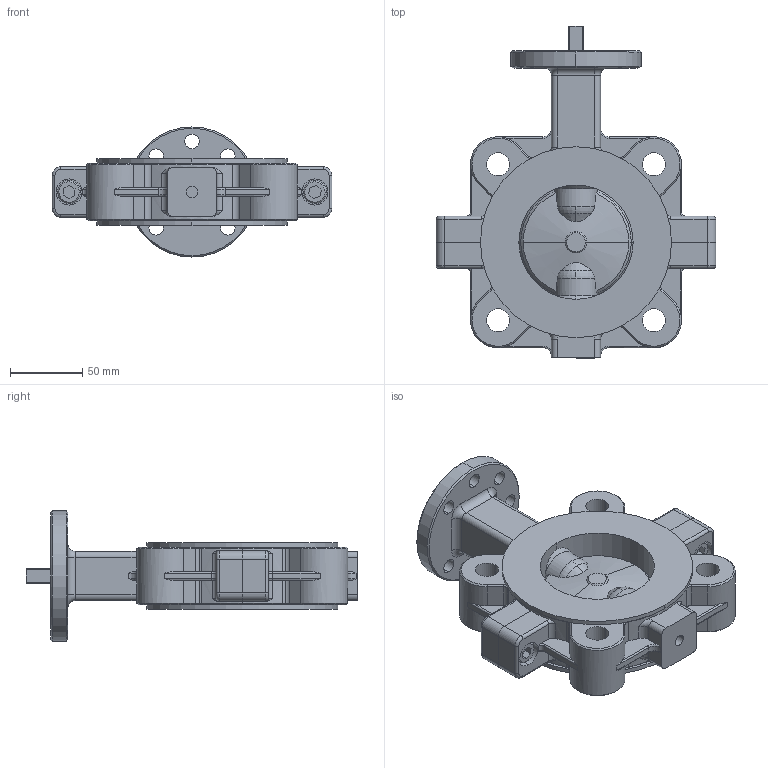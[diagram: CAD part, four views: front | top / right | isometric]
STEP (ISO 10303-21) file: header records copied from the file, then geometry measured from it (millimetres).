
FILE_DESCRIPTION (( 'STEP AP214' ), '1' );
FILE_NAME ('AS-L1-0300-PMR-XA.step', '2019-08-26T11:37:48', ( '' ), ( '' ), 'SwSTEP 2.0', 'SolidWorks 2019', '' );
FILE_SCHEMA (( 'AUTOMOTIVE_DESIGN' ));
Length unit declared in the file: inch
Products named in the file (2): AS-L1-0300-PMR-XA
Bounding box: 193.5 x 229.51 x 90 mm (x, y, z)
Surface area: 156007.3 mm2 (no closed solid volume)
Topology: 0 solids, 9 shells, 436 faces, 1136 edges, 709 vertices
Faces by surface type: cylinder 160, plane 125, cone 96, torus 55
Entity records: 19775 total; most frequent: CARTESIAN_POINT 3181, DIRECTION 2434, ORIENTED_EDGE 2173, EDGE_CURVE 1136, AXIS2_PLACEMENT_3D 958, VERTEX_POINT 709, CIRCLE 520, LINE 518
